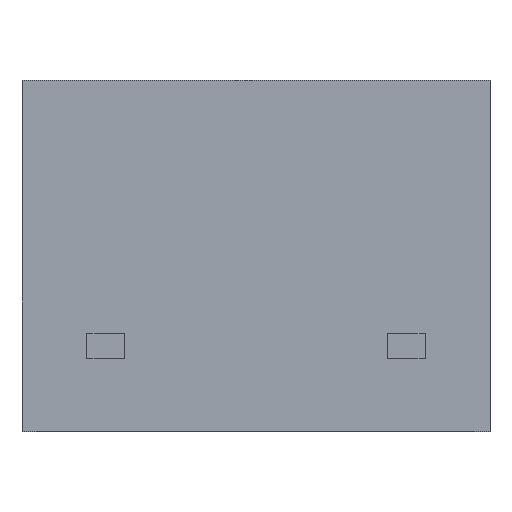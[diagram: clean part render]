
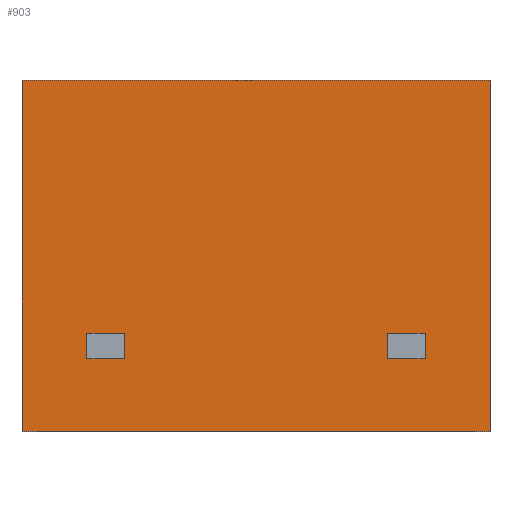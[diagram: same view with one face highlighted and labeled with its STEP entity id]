
A CAD part, top view. The second image highlights one B-rep face of the part: STEP entity #903.
In plain terms, the highlighted planar face has unit normal (0, 0, 1).
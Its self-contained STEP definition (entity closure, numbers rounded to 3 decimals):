
#18 = CARTESIAN_POINT ( 'NONE',  ( -2.675, -1.6, 2.35 ) ) ;
#44 = EDGE_CURVE ( 'NONE', #1037, #814, #668, .T. ) ;
#46 = CARTESIAN_POINT ( 'NONE',  ( -2.075, -1.6, 2.35 ) ) ;
#63 = CARTESIAN_POINT ( 'NONE',  ( -2.075, -1.6, 2.35 ) ) ;
#92 = EDGE_CURVE ( 'NONE', #564, #800, #976, .T. ) ;
#96 = EDGE_CURVE ( 'NONE', #611, #208, #440, .T. ) ;
#127 = CARTESIAN_POINT ( 'NONE',  ( 2.075, -1.6, 2.35 ) ) ;
#129 = DIRECTION ( 'NONE',  ( 0., -1., 0. ) ) ;
#142 = EDGE_LOOP ( 'NONE', ( #518, #893, #1042, #817 ) ) ;
#189 = VECTOR ( 'NONE', #129, 1000. ) ;
#193 = CARTESIAN_POINT ( 'NONE',  ( -2.675, -1.6, 2.35 ) ) ;
#197 = EDGE_CURVE ( 'NONE', #208, #278, #227, .T. ) ;
#202 = VERTEX_POINT ( 'NONE', #63 ) ;
#208 = VERTEX_POINT ( 'NONE', #795 ) ;
#209 = VECTOR ( 'NONE', #1047, 1000. ) ;
#227 = LINE ( 'NONE', #629, #827 ) ;
#240 = CARTESIAN_POINT ( 'NONE',  ( 0., 2.8, 2.35 ) ) ;
#243 = ORIENTED_EDGE ( 'NONE', *, *, #44, .F. ) ;
#245 = DIRECTION ( 'NONE',  ( 0., 0., 1. ) ) ;
#257 = EDGE_CURVE ( 'NONE', #1016, #611, #891, .T. ) ;
#260 = AXIS2_PLACEMENT_3D ( 'NONE', #240, #245, #660 ) ;
#274 = LINE ( 'NONE', #636, #209 ) ;
#278 = VERTEX_POINT ( 'NONE', #971 ) ;
#289 = DIRECTION ( 'NONE',  ( 0., -1., 0. ) ) ;
#292 = CARTESIAN_POINT ( 'NONE',  ( 0., 2.8, 2.35 ) ) ;
#309 = ORIENTED_EDGE ( 'NONE', *, *, #778, .F. ) ;
#314 = CARTESIAN_POINT ( 'NONE',  ( -2.675, -1.6, 2.35 ) ) ;
#320 = EDGE_CURVE ( 'NONE', #810, #1037, #491, .T. ) ;
#321 = CARTESIAN_POINT ( 'NONE',  ( -2.675, -1.2, 2.35 ) ) ;
#335 = CARTESIAN_POINT ( 'NONE',  ( 2.675, -1.2, 2.35 ) ) ;
#343 = CARTESIAN_POINT ( 'NONE',  ( -3.7, -2.75, 2.35 ) ) ;
#357 = DIRECTION ( 'NONE',  ( 0., 1., 0. ) ) ;
#363 = CARTESIAN_POINT ( 'NONE',  ( 2.675, -1.6, 2.35 ) ) ;
#405 = LINE ( 'NONE', #614, #189 ) ;
#423 = ORIENTED_EDGE ( 'NONE', *, *, #320, .F. ) ;
#430 = LINE ( 'NONE', #363, #951 ) ;
#440 = LINE ( 'NONE', #127, #525 ) ;
#446 = VECTOR ( 'NONE', #565, 1000. ) ;
#463 = CARTESIAN_POINT ( 'NONE',  ( -3.7, 2.8, 2.35 ) ) ;
#473 = CARTESIAN_POINT ( 'NONE',  ( -2.675, -1.2, 2.35 ) ) ;
#478 = ORIENTED_EDGE ( 'NONE', *, *, #542, .F. ) ;
#480 = VERTEX_POINT ( 'NONE', #343 ) ;
#491 = LINE ( 'NONE', #321, #446 ) ;
#497 = CARTESIAN_POINT ( 'NONE',  ( 2.075, -1.2, 2.35 ) ) ;
#518 = ORIENTED_EDGE ( 'NONE', *, *, #197, .F. ) ;
#525 = VECTOR ( 'NONE', #628, 1000. ) ;
#530 = VECTOR ( 'NONE', #757, 1000. ) ;
#535 = CARTESIAN_POINT ( 'NONE',  ( -2.075, -1.2, 2.35 ) ) ;
#542 = EDGE_CURVE ( 'NONE', #814, #202, #878, .T. ) ;
#564 = VERTEX_POINT ( 'NONE', #852 ) ;
#565 = DIRECTION ( 'NONE',  ( -1., 0., 0. ) ) ;
#588 = DIRECTION ( 'NONE',  ( 0., -1., 0. ) ) ;
#596 = VECTOR ( 'NONE', #357, 1000. ) ;
#601 = DIRECTION ( 'NONE',  ( 0., 1., 0. ) ) ;
#611 = VERTEX_POINT ( 'NONE', #497 ) ;
#614 = CARTESIAN_POINT ( 'NONE',  ( -3.7, 2.8, 2.35 ) ) ;
#623 = DIRECTION ( 'NONE',  ( -1., 0., 0. ) ) ;
#628 = DIRECTION ( 'NONE',  ( 0., -1., 0. ) ) ;
#629 = CARTESIAN_POINT ( 'NONE',  ( 2.075, -1.6, 2.35 ) ) ;
#636 = CARTESIAN_POINT ( 'NONE',  ( 0., -2.75, 2.35 ) ) ;
#651 = FACE_BOUND ( 'NONE', #142, .T. ) ;
#654 = EDGE_LOOP ( 'NONE', ( #478, #243, #423, #847 ) ) ;
#660 = DIRECTION ( 'NONE',  ( -1., 0., 0. ) ) ;
#665 = VECTOR ( 'NONE', #289, 1000. ) ;
#668 = LINE ( 'NONE', #18, #702 ) ;
#693 = EDGE_CURVE ( 'NONE', #202, #810, #1036, .T. ) ;
#702 = VECTOR ( 'NONE', #588, 1000. ) ;
#708 = VECTOR ( 'NONE', #894, 1000. ) ;
#711 = EDGE_CURVE ( 'NONE', #800, #480, #405, .T. ) ;
#718 = PLANE ( 'NONE',  #260 ) ;
#723 = FACE_OUTER_BOUND ( 'NONE', #874, .T. ) ;
#728 = EDGE_CURVE ( 'NONE', #278, #1016, #430, .T. ) ;
#730 = CARTESIAN_POINT ( 'NONE',  ( 2.075, -1.2, 2.35 ) ) ;
#757 = DIRECTION ( 'NONE',  ( 1., 0., 0. ) ) ;
#759 = FACE_BOUND ( 'NONE', #654, .T. ) ;
#778 = EDGE_CURVE ( 'NONE', #564, #991, #1052, .T. ) ;
#795 = CARTESIAN_POINT ( 'NONE',  ( 2.075, -1.6, 2.35 ) ) ;
#800 = VERTEX_POINT ( 'NONE', #463 ) ;
#810 = VERTEX_POINT ( 'NONE', #535 ) ;
#814 = VERTEX_POINT ( 'NONE', #314 ) ;
#817 = ORIENTED_EDGE ( 'NONE', *, *, #728, .F. ) ;
#827 = VECTOR ( 'NONE', #881, 1000. ) ;
#846 = VECTOR ( 'NONE', #623, 1000. ) ;
#847 = ORIENTED_EDGE ( 'NONE', *, *, #693, .F. ) ;
#852 = CARTESIAN_POINT ( 'NONE',  ( 3.7, 2.8, 2.35 ) ) ;
#874 = EDGE_LOOP ( 'NONE', ( #1002, #963, #309, #1023 ) ) ;
#878 = LINE ( 'NONE', #193, #530 ) ;
#881 = DIRECTION ( 'NONE',  ( 1., 0., 0. ) ) ;
#891 = LINE ( 'NONE', #730, #708 ) ;
#893 = ORIENTED_EDGE ( 'NONE', *, *, #96, .F. ) ;
#894 = DIRECTION ( 'NONE',  ( -1., 0., 0. ) ) ;
#899 = EDGE_CURVE ( 'NONE', #991, #480, #274, .T. ) ;
#903 = ADVANCED_FACE ( 'NONE', ( #759, #723, #651 ), #718, .T. ) ;
#913 = CARTESIAN_POINT ( 'NONE',  ( 3.7, -2.75, 2.35 ) ) ;
#942 = CARTESIAN_POINT ( 'NONE',  ( 3.7, 2.8, 2.35 ) ) ;
#951 = VECTOR ( 'NONE', #601, 1000. ) ;
#963 = ORIENTED_EDGE ( 'NONE', *, *, #899, .F. ) ;
#971 = CARTESIAN_POINT ( 'NONE',  ( 2.675, -1.6, 2.35 ) ) ;
#976 = LINE ( 'NONE', #292, #846 ) ;
#991 = VERTEX_POINT ( 'NONE', #913 ) ;
#1002 = ORIENTED_EDGE ( 'NONE', *, *, #711, .T. ) ;
#1016 = VERTEX_POINT ( 'NONE', #335 ) ;
#1023 = ORIENTED_EDGE ( 'NONE', *, *, #92, .T. ) ;
#1036 = LINE ( 'NONE', #46, #596 ) ;
#1037 = VERTEX_POINT ( 'NONE', #473 ) ;
#1042 = ORIENTED_EDGE ( 'NONE', *, *, #257, .F. ) ;
#1047 = DIRECTION ( 'NONE',  ( -1., 0., 0. ) ) ;
#1052 = LINE ( 'NONE', #942, #665 ) ;
